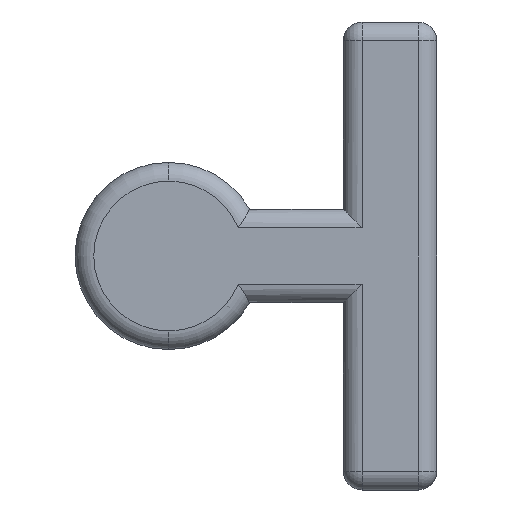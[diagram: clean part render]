
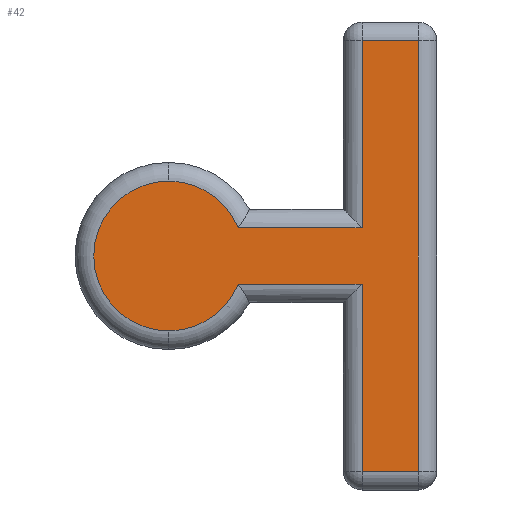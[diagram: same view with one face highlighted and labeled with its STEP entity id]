
A CAD part, left-side view. The second image highlights one B-rep face of the part: STEP entity #42.
In plain terms, the highlighted planar face has unit normal (-1, 0, 0).
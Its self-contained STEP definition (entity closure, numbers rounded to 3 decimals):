
#6 = VECTOR ( 'NONE', #1067, 1000. ) ;
#13 = AXIS2_PLACEMENT_3D ( 'NONE', #152, #464, #845 ) ;
#26 = VERTEX_POINT ( 'NONE', #758 ) ;
#42 = ADVANCED_FACE ( 'NONE', ( #1236 ), #548, .F. ) ;
#44 = CARTESIAN_POINT ( 'NONE',  ( -500., 28.66, -3. ) ) ;
#47 = CARTESIAN_POINT ( 'NONE',  ( -500., 2., 0. ) ) ;
#73 = CIRCLE ( 'NONE', #834, 8. ) ;
#87 = DIRECTION ( 'NONE',  ( -1., 0., 0. ) ) ;
#98 = DIRECTION ( 'NONE',  ( 0., 0., -1. ) ) ;
#106 = EDGE_CURVE ( 'NONE', #286, #420, #73, .T. ) ;
#118 = VECTOR ( 'NONE', #290, 1000. ) ;
#123 = EDGE_CURVE ( 'NONE', #26, #821, #1012, .T. ) ;
#145 = CIRCLE ( 'NONE', #1215, 8. ) ;
#152 = CARTESIAN_POINT ( 'NONE',  ( -500., 28.66, 0. ) ) ;
#166 = EDGE_CURVE ( 'NONE', #420, #26, #1003, .T. ) ;
#168 = CARTESIAN_POINT ( 'NONE',  ( -500., 2., -23. ) ) ;
#209 = ORIENTED_EDGE ( 'NONE', *, *, #106, .T. ) ;
#217 = EDGE_CURVE ( 'NONE', #821, #269, #884, .T. ) ;
#236 = LINE ( 'NONE', #47, #726 ) ;
#252 = DIRECTION ( 'NONE',  ( -1., 0., 0. ) ) ;
#254 = LINE ( 'NONE', #477, #6 ) ;
#269 = VERTEX_POINT ( 'NONE', #374 ) ;
#286 = VERTEX_POINT ( 'NONE', #699 ) ;
#289 = EDGE_CURVE ( 'NONE', #1046, #286, #145, .T. ) ;
#290 = DIRECTION ( 'NONE',  ( 0., 1., 0. ) ) ;
#306 = ORIENTED_EDGE ( 'NONE', *, *, #123, .T. ) ;
#313 = VERTEX_POINT ( 'NONE', #392 ) ;
#374 = CARTESIAN_POINT ( 'NONE',  ( -500., 8., -23. ) ) ;
#378 = VECTOR ( 'NONE', #98, 1000. ) ;
#379 = LINE ( 'NONE', #1172, #118 ) ;
#388 = CARTESIAN_POINT ( 'NONE',  ( -500., 28.66, 0. ) ) ;
#392 = CARTESIAN_POINT ( 'NONE',  ( -500., 2., 23. ) ) ;
#402 = CARTESIAN_POINT ( 'NONE',  ( -500., 8., 0. ) ) ;
#420 = VERTEX_POINT ( 'NONE', #1133 ) ;
#428 = VERTEX_POINT ( 'NONE', #168 ) ;
#458 = VERTEX_POINT ( 'NONE', #788 ) ;
#464 = DIRECTION ( 'NONE',  ( 1., 0., 0. ) ) ;
#477 = CARTESIAN_POINT ( 'NONE',  ( -500., 28.66, -23. ) ) ;
#483 = CARTESIAN_POINT ( 'NONE',  ( -500., 8., 3. ) ) ;
#493 = DIRECTION ( 'NONE',  ( 0., 0., -1. ) ) ;
#504 = DIRECTION ( 'NONE',  ( -1., 0., 0. ) ) ;
#514 = CARTESIAN_POINT ( 'NONE',  ( -500., 8., 0. ) ) ;
#548 = PLANE ( 'NONE',  #13 ) ;
#552 = DIRECTION ( 'NONE',  ( 0., -1., 0. ) ) ;
#586 = ORIENTED_EDGE ( 'NONE', *, *, #730, .T. ) ;
#606 = LINE ( 'NONE', #1211, #885 ) ;
#610 = EDGE_CURVE ( 'NONE', #313, #458, #379, .T. ) ;
#629 = ORIENTED_EDGE ( 'NONE', *, *, #1000, .T. ) ;
#631 = EDGE_CURVE ( 'NONE', #458, #1156, #794, .T. ) ;
#636 = ORIENTED_EDGE ( 'NONE', *, *, #631, .T. ) ;
#648 = ORIENTED_EDGE ( 'NONE', *, *, #703, .T. ) ;
#699 = CARTESIAN_POINT ( 'NONE',  ( -500., 28.66, 8. ) ) ;
#703 = EDGE_CURVE ( 'NONE', #428, #313, #236, .T. ) ;
#726 = VECTOR ( 'NONE', #846, 1000. ) ;
#730 = EDGE_CURVE ( 'NONE', #1156, #1046, #606, .T. ) ;
#758 = CARTESIAN_POINT ( 'NONE',  ( -500., 21.244, -3. ) ) ;
#764 = CARTESIAN_POINT ( 'NONE',  ( -500., 28.66, 0. ) ) ;
#770 = ORIENTED_EDGE ( 'NONE', *, *, #166, .T. ) ;
#788 = CARTESIAN_POINT ( 'NONE',  ( -500., 8., 23. ) ) ;
#794 = LINE ( 'NONE', #514, #990 ) ;
#801 = DIRECTION ( 'NONE',  ( 0., 0., -1. ) ) ;
#812 = DIRECTION ( 'NONE',  ( 0., 0., -1. ) ) ;
#821 = VERTEX_POINT ( 'NONE', #1263 ) ;
#822 = EDGE_LOOP ( 'NONE', ( #1124, #209, #770, #306, #1160, #629, #648, #1204, #636, #586 ) ) ;
#834 = AXIS2_PLACEMENT_3D ( 'NONE', #764, #252, #958 ) ;
#845 = DIRECTION ( 'NONE',  ( 0., 0., -1. ) ) ;
#846 = DIRECTION ( 'NONE',  ( 0., 0., 1. ) ) ;
#884 = LINE ( 'NONE', #402, #378 ) ;
#885 = VECTOR ( 'NONE', #935, 1000. ) ;
#902 = CARTESIAN_POINT ( 'NONE',  ( -500., 28.66, 0. ) ) ;
#935 = DIRECTION ( 'NONE',  ( 0., 1., 0. ) ) ;
#958 = DIRECTION ( 'NONE',  ( 0., 0., -1. ) ) ;
#978 = CARTESIAN_POINT ( 'NONE',  ( -500., 21.244, 3. ) ) ;
#990 = VECTOR ( 'NONE', #812, 1000. ) ;
#1000 = EDGE_CURVE ( 'NONE', #269, #428, #254, .T. ) ;
#1003 = CIRCLE ( 'NONE', #1104, 8. ) ;
#1012 = LINE ( 'NONE', #44, #1090 ) ;
#1046 = VERTEX_POINT ( 'NONE', #978 ) ;
#1067 = DIRECTION ( 'NONE',  ( 0., -1., 0. ) ) ;
#1090 = VECTOR ( 'NONE', #552, 1000. ) ;
#1104 = AXIS2_PLACEMENT_3D ( 'NONE', #902, #504, #801 ) ;
#1124 = ORIENTED_EDGE ( 'NONE', *, *, #289, .T. ) ;
#1133 = CARTESIAN_POINT ( 'NONE',  ( -500., 28.66, -8. ) ) ;
#1156 = VERTEX_POINT ( 'NONE', #483 ) ;
#1160 = ORIENTED_EDGE ( 'NONE', *, *, #217, .T. ) ;
#1172 = CARTESIAN_POINT ( 'NONE',  ( -500., 28.66, 23. ) ) ;
#1204 = ORIENTED_EDGE ( 'NONE', *, *, #610, .T. ) ;
#1211 = CARTESIAN_POINT ( 'NONE',  ( -500., 28.66, 3. ) ) ;
#1215 = AXIS2_PLACEMENT_3D ( 'NONE', #388, #87, #493 ) ;
#1236 = FACE_OUTER_BOUND ( 'NONE', #822, .T. ) ;
#1263 = CARTESIAN_POINT ( 'NONE',  ( -500., 8., -3. ) ) ;
